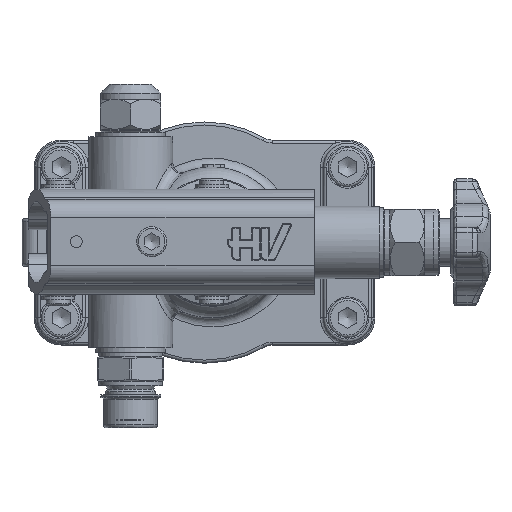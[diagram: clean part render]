
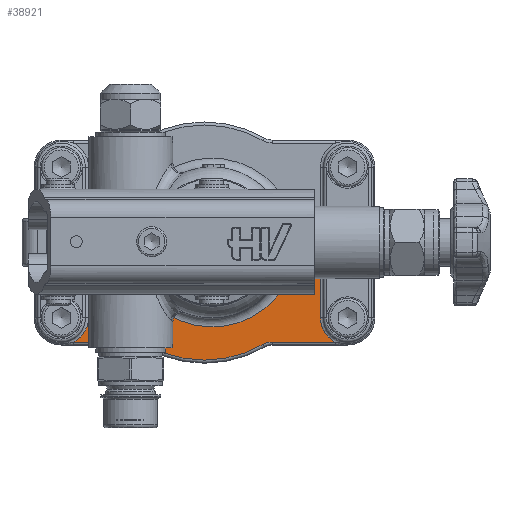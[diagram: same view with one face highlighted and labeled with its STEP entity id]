
A CAD part, top view. The second image highlights one B-rep face of the part: STEP entity #38921.
In plain terms, the highlighted planar face has unit normal (0, 0, 1).
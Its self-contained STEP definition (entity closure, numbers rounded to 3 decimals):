
#38189=CARTESIAN_POINT('',(23.,23.,6.));
#38190=VERTEX_POINT('',#38189);
#38215=CARTESIAN_POINT('',(23.,17.,6.));
#38216=VERTEX_POINT('',#38215);
#38217=CARTESIAN_POINT('',(23.,23.,6.));
#38218=DIRECTION('',(0.0,-1.0,0.0));
#38219=VECTOR('',#38218,6.);
#38220=LINE('',#38217,#38219);
#38221=EDGE_CURVE('',#38190,#38216,#38220,.T.);
#38253=CARTESIAN_POINT('',(84.957,23.5,6.));
#38254=VERTEX_POINT('',#38253);
#38262=CARTESIAN_POINT('',(95.,23.5,6.));
#38263=VERTEX_POINT('',#38262);
#38264=CARTESIAN_POINT('',(84.957,23.5,6.));
#38265=DIRECTION('',(1.0,0.0,0.0));
#38266=VECTOR('',#38265,10.043);
#38267=LINE('',#38264,#38266);
#38268=EDGE_CURVE('',#38254,#38263,#38267,.T.);
#38286=CARTESIAN_POINT('',(40.187,13.262,6.));
#38287=VERTEX_POINT('',#38286);
#38288=CARTESIAN_POINT('',(32.,17.,6.));
#38289=DIRECTION('',(0.0,0.0,1.0));
#38290=DIRECTION('',(-0.91,0.415,0.0));
#38291=AXIS2_PLACEMENT_3D('',#38288,#38289,#38290);
#38292=CIRCLE('',#38291,9.0);
#38293=EDGE_CURVE('',#38216,#38287,#38292,.T.);
#38346=CARTESIAN_POINT('',(59.,34.0,6.));
#38347=DIRECTION('',(0.0,0.0,1.0));
#38348=DIRECTION('',(0.231,0.973,0.0));
#38349=AXIS2_PLACEMENT_3D('',#38346,#38347,#38348);
#38350=CIRCLE('',#38349,28.);
#38351=EDGE_CURVE('',#38287,#38254,#38350,.T.);
#38587=CARTESIAN_POINT('',(18.,23.,6.));
#38588=VERTEX_POINT('',#38587);
#38596=CARTESIAN_POINT('',(18.,23.,6.));
#38597=DIRECTION('',(1.0,0.0,0.0));
#38598=VECTOR('',#38597,5.);
#38599=LINE('',#38596,#38598);
#38600=EDGE_CURVE('',#38588,#38190,#38599,.T.);
#38795=CARTESIAN_POINT('',(18.,9.,6.));
#38796=VERTEX_POINT('',#38795);
#38804=CARTESIAN_POINT('',(18.0,9.0,6.));
#38805=DIRECTION('',(0.0,1.0,0.0));
#38806=VECTOR('',#38805,14.);
#38807=LINE('',#38804,#38806);
#38808=EDGE_CURVE('',#38796,#38588,#38807,.T.);
#38818=CARTESIAN_POINT('',(13.123,1.,6.));
#38819=VERTEX_POINT('',#38818);
#38829=CARTESIAN_POINT('',(9.,9.0,6.));
#38830=DIRECTION('',(0.0,0.0,1.0));
#38831=DIRECTION('',(0.0,-1.0,0.0));
#38832=AXIS2_PLACEMENT_3D('',#38829,#38830,#38831);
#38833=CIRCLE('',#38832,9.0);
#38834=EDGE_CURVE('',#38819,#38796,#38833,.T.);
#38849=CARTESIAN_POINT('',(56.5,34.,6.));
#38850=DIRECTION('',(0.0,0.0,1.0));
#38851=DIRECTION('',(1.0,0.0,0.0));
#38852=AXIS2_PLACEMENT_3D('',#38849,#38850,#38851);
#38853=PLANE('',#38852);
#38854=CARTESIAN_POINT('',(99.877,1.,6.));
#38855=VERTEX_POINT('',#38854);
#38856=CARTESIAN_POINT('',(78.95,1.0,6.));
#38857=VERTEX_POINT('',#38856);
#38858=CARTESIAN_POINT('',(99.877,1.,6.));
#38859=DIRECTION('',(-1.0,0.0,0.0));
#38860=VECTOR('',#38859,20.927);
#38861=LINE('',#38858,#38860);
#38862=EDGE_CURVE('',#38855,#38857,#38861,.T.);
#38863=ORIENTED_EDGE('',*,*,#38862,.F.);
#38864=CARTESIAN_POINT('',(95.0,9.0,6.));
#38865=VERTEX_POINT('',#38864);
#38866=CARTESIAN_POINT('',(104.0,9.,6.));
#38867=DIRECTION('',(0.0,0.0,1.0));
#38868=DIRECTION('',(0.0,-1.0,0.0));
#38869=AXIS2_PLACEMENT_3D('',#38866,#38867,#38868);
#38870=CIRCLE('',#38869,9.0);
#38871=EDGE_CURVE('',#38865,#38855,#38870,.T.);
#38872=ORIENTED_EDGE('',*,*,#38871,.F.);
#38873=CARTESIAN_POINT('',(95.,23.5,6.));
#38874=DIRECTION('',(0.0,-1.0,0.0));
#38875=VECTOR('',#38874,14.5);
#38876=LINE('',#38873,#38875);
#38877=EDGE_CURVE('',#38263,#38865,#38876,.T.);
#38878=ORIENTED_EDGE('',*,*,#38877,.F.);
#38879=ORIENTED_EDGE('',*,*,#38268,.F.);
#38880=ORIENTED_EDGE('',*,*,#38351,.F.);
#38881=ORIENTED_EDGE('',*,*,#38293,.F.);
#38882=ORIENTED_EDGE('',*,*,#38221,.F.);
#38883=ORIENTED_EDGE('',*,*,#38600,.F.);
#38884=ORIENTED_EDGE('',*,*,#38808,.F.);
#38885=ORIENTED_EDGE('',*,*,#38834,.F.);
#38886=CARTESIAN_POINT('',(34.05,1.,6.));
#38887=VERTEX_POINT('',#38886);
#38888=CARTESIAN_POINT('',(34.05,1.,6.));
#38889=DIRECTION('',(-1.0,0.0,0.0));
#38890=VECTOR('',#38889,20.927);
#38891=LINE('',#38888,#38890);
#38892=EDGE_CURVE('',#38887,#38819,#38891,.T.);
#38893=ORIENTED_EDGE('',*,*,#38892,.F.);
#38894=CARTESIAN_POINT('',(37.043,0.2,6.));
#38895=VERTEX_POINT('',#38894);
#38896=CARTESIAN_POINT('',(34.05,-5.0,6.));
#38897=DIRECTION('',(0.0,0.0,1.0));
#38898=DIRECTION('',(0.258,0.966,0.0));
#38899=AXIS2_PLACEMENT_3D('',#38896,#38897,#38898);
#38900=CIRCLE('',#38899,6.0);
#38901=EDGE_CURVE('',#38895,#38887,#38900,.T.);
#38902=ORIENTED_EDGE('',*,*,#38901,.F.);
#38903=CARTESIAN_POINT('',(75.957,0.2,6.));
#38904=VERTEX_POINT('',#38903);
#38905=CARTESIAN_POINT('',(56.5,34.0,6.));
#38906=DIRECTION('',(0.0,0.0,-1.0));
#38907=DIRECTION('',(0.0,-1.0,0.0));
#38908=AXIS2_PLACEMENT_3D('',#38905,#38906,#38907);
#38909=CIRCLE('',#38908,39.0);
#38910=EDGE_CURVE('',#38904,#38895,#38909,.T.);
#38911=ORIENTED_EDGE('',*,*,#38910,.F.);
#38912=CARTESIAN_POINT('',(78.95,-5.0,6.));
#38913=DIRECTION('',(0.0,0.0,1.0));
#38914=DIRECTION('',(-0.258,0.966,0.0));
#38915=AXIS2_PLACEMENT_3D('',#38912,#38913,#38914);
#38916=CIRCLE('',#38915,6.);
#38917=EDGE_CURVE('',#38857,#38904,#38916,.T.);
#38918=ORIENTED_EDGE('',*,*,#38917,.F.);
#38919=EDGE_LOOP('',(#38863,#38872,#38878,#38879,#38880,#38881,#38882,#38883,#38884,#38885,#38893,#38902,#38911,#38918));
#38920=FACE_OUTER_BOUND('',#38919,.T.);
#38921=ADVANCED_FACE('',(#38920),#38853,.T.);
